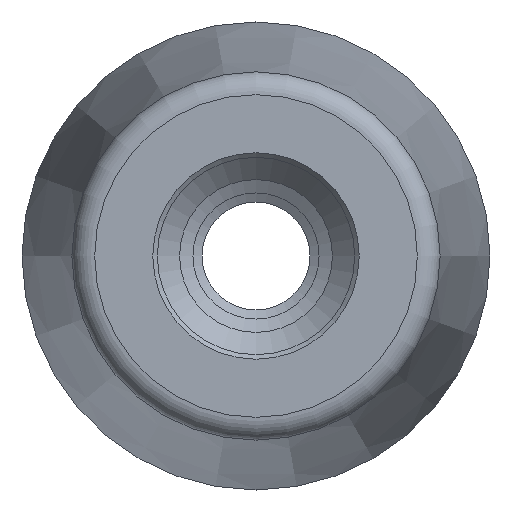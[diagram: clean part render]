
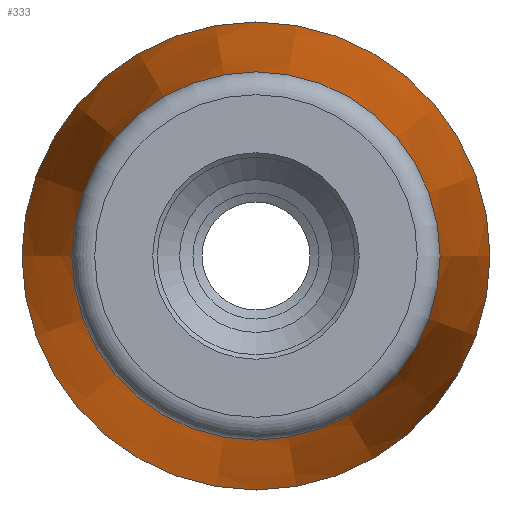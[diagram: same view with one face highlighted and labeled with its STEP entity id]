
A CAD part, left-side view. The second image highlights one B-rep face of the part: STEP entity #333.
In plain terms, the highlighted conical face has half-angle 5 degrees and reference radius 11.601 mm.
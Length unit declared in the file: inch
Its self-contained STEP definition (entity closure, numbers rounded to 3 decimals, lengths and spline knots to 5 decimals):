
#49=FACE_OUTER_BOUND('',#73,.T.);
#73=EDGE_LOOP('',(#269,#270,#271,#272));
#92=LINE('',#601,#110);
#110=VECTOR('',#490,0.45675);
#136=CIRCLE('',#388,0.401);
#137=CIRCLE('',#390,0.5125);
#163=VERTEX_POINT('',#595);
#164=VERTEX_POINT('',#599);
#198=EDGE_CURVE('',#163,#163,#136,.T.);
#200=EDGE_CURVE('',#164,#164,#137,.T.);
#201=EDGE_CURVE('',#164,#163,#92,.T.);
#269=ORIENTED_EDGE('',*,*,#200,.F.);
#270=ORIENTED_EDGE('',*,*,#201,.T.);
#271=ORIENTED_EDGE('',*,*,#198,.T.);
#272=ORIENTED_EDGE('',*,*,#201,.F.);
#316=CONICAL_SURFACE('',#389,0.45675,0.087);
#333=ADVANCED_FACE('',(#49),#316,.T.);
#388=AXIS2_PLACEMENT_3D('',#596,#483,#484);
#389=AXIS2_PLACEMENT_3D('',#598,#486,#487);
#390=AXIS2_PLACEMENT_3D('',#600,#488,#489);
#483=DIRECTION('center_axis',(1.,0.,0.));
#484=DIRECTION('ref_axis',(0.,0.,-1.));
#486=DIRECTION('center_axis',(1.,0.,0.));
#487=DIRECTION('ref_axis',(0.,1.,0.));
#488=DIRECTION('center_axis',(1.,0.,0.));
#489=DIRECTION('ref_axis',(0.,0.,-1.));
#490=DIRECTION('',(-0.996,0.087,0.));
#595=CARTESIAN_POINT('',(0.478,-0.401,0.));
#596=CARTESIAN_POINT('Origin',(0.478,0.,0.));
#598=CARTESIAN_POINT('Origin',(1.11523,0.,0.));
#599=CARTESIAN_POINT('',(1.75245,-0.5125,0.));
#600=CARTESIAN_POINT('Origin',(1.75245,0.,0.));
#601=CARTESIAN_POINT('',(1.11523,-0.45675,0.));
